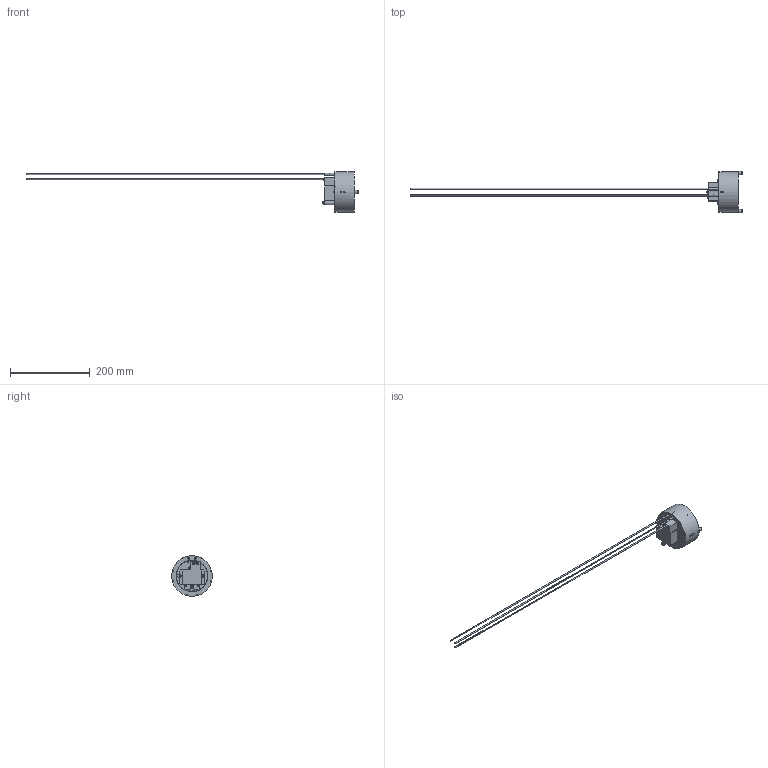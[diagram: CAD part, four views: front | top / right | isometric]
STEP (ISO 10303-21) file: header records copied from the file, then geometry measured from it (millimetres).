
FILE_DESCRIPTION(/* description */ ('Crystal12 Sensor (750-667-G1)'),/* implementation_level */ '2;1');
FILE_NAME(/* name */ '750-667-G1 - Crystal12 Sensor (Outline Model rev.A).stp',/* time_stamp */ '2016-05-11T10:54:53-04:00',/* author */ ('Joel Plasencia'),/* organization */ ('INFICON'),/* preprocessor_version */ 'ST-DEVELOPER v11',/* originating_system */ 'SIEMENS PLM Software NX 7.5',/* authorisation */ 'Copyright (c) 2016 INFICON - ALL RIGHTS RESERVED');
FILE_SCHEMA (('AUTOMOTIVE_DESIGN { 1 0 10303 214 1 1 1 1 }'));
Length unit declared in the file: inch
Products named in the file (1): 750-667-G1_A
Bounding box: 833.09 x 103.2 x 101.6 mm (x, y, z)
Volume: 465294 mm3; surface area: 85041.7 mm2
Topology: 4 solids, 14 shells, 395 faces, 1009 edges, 669 vertices
Faces by surface type: plane 217, cylinder 135, cone 35, torus 8
Full cylindrical faces by diameter (mm): 0.965 x1, 2.032 x1, 2.184 x2, 2.362 x3, 2.413 x3, 2.489 x1, 2.845 x18, 2.946 x2, 3.175 x6, 3.264 x2, 3.505 x2, 3.556 x1, 3.759 x1, 3.962 x2, 4.267 x2, 4.648 x4, 4.699 x1, 4.762 x2, 4.851 x2, 4.953 x1, 6.35 x2, 7.925 x1, 7.95 x2, 8.001 x1, 8.496 x1, 9.373 x1, 9.512 x1, 14.63 x1, 78.74 x1, 78.791 x1
Entity records: 34102 total; most frequent: DIRECTION 7434, CARTESIAN_POINT 5494, AXIS2_PLACEMENT_3D 3494, PRESENTATION_STYLE_ASSIGNMENT 2817, STYLED_ITEM 2786, CURVE_STYLE 2782, DRAUGHTING_PRE_DEFINED_CURVE_FONT 2782, ORIENTED_EDGE 1664
